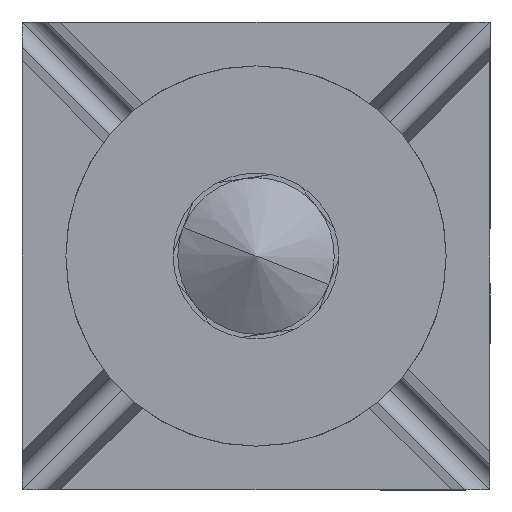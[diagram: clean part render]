
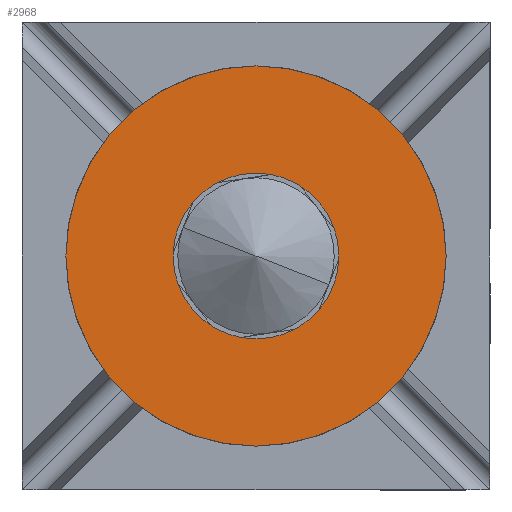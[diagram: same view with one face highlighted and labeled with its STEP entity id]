
A CAD part, left-side view. The second image highlights one B-rep face of the part: STEP entity #2968.
In plain terms, the highlighted planar face has unit normal (-1, 0, 0).
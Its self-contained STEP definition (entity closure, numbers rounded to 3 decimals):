
#28 = CARTESIAN_POINT ( 'NONE',  ( -25.771, 4.478, 0. ) ) ;
#29 = DIRECTION ( 'NONE',  ( -1., 0., 0. ) ) ;
#30 = DIRECTION ( 'NONE',  ( 0., -1., 0. ) ) ;
#167 = CARTESIAN_POINT ( 'NONE',  ( -25.771, 14.228, 0. ) ) ;
#168 = CARTESIAN_POINT ( 'NONE',  ( -25.771, -5.272, 0. ) ) ;
#172 = CARTESIAN_POINT ( 'NONE',  ( -25.771, 8.728, 0. ) ) ;
#173 = CARTESIAN_POINT ( 'NONE',  ( -25.771, 0.228, 0. ) ) ;
#215 = CIRCLE ( 'NONE', #2513, 4.25 ) ;
#353 = ORIENTED_EDGE ( 'NONE', *, *, #1732, .T. ) ;
#354 = ORIENTED_EDGE ( 'NONE', *, *, #1923, .T. ) ;
#355 = ORIENTED_EDGE ( 'NONE', *, *, #1647, .F. ) ;
#356 = ORIENTED_EDGE ( 'NONE', *, *, #1754, .F. ) ;
#569 = DIRECTION ( 'NONE',  ( -1., 0., 0. ) ) ;
#570 = DIRECTION ( 'NONE',  ( 0., -1., 0. ) ) ;
#687 = VERTEX_POINT ( 'NONE', #167 ) ;
#688 = VERTEX_POINT ( 'NONE', #168 ) ;
#692 = VERTEX_POINT ( 'NONE', #172 ) ;
#693 = VERTEX_POINT ( 'NONE', #173 ) ;
#1112 = EDGE_LOOP ( 'NONE', ( #355, #356 ) ) ;
#1147 = EDGE_LOOP ( 'NONE', ( #353, #354 ) ) ;
#1229 = CARTESIAN_POINT ( 'NONE',  ( -25.771, 4.478, 0. ) ) ;
#1242 = CIRCLE ( 'NONE', #2485, 4.25 ) ;
#1356 = CIRCLE ( 'NONE', #2508, 9.75 ) ;
#1584 = CARTESIAN_POINT ( 'NONE',  ( -25.771, 4.478, 0. ) ) ;
#1585 = DIRECTION ( 'NONE',  ( -1., 0., 0. ) ) ;
#1586 = DIRECTION ( 'NONE',  ( 0., -1., 0. ) ) ;
#1647 = EDGE_CURVE ( 'NONE', #693, #692, #1242, .T. ) ;
#1732 = EDGE_CURVE ( 'NONE', #688, #687, #1356, .T. ) ;
#1754 = EDGE_CURVE ( 'NONE', #692, #693, #215, .T. ) ;
#1923 = EDGE_CURVE ( 'NONE', #687, #688, #3714, .T. ) ;
#2245 = AXIS2_PLACEMENT_3D ( 'NONE', #3598, #3603, #3604 ) ;
#2485 = AXIS2_PLACEMENT_3D ( 'NONE', #1229, #569, #570 ) ;
#2508 = AXIS2_PLACEMENT_3D ( 'NONE', #1584, #1585, #1586 ) ;
#2513 = AXIS2_PLACEMENT_3D ( 'NONE', #28, #29, #30 ) ;
#2528 = AXIS2_PLACEMENT_3D ( 'NONE', #3902, #3903, #3904 ) ;
#2968 = ADVANCED_FACE ( 'NONE', ( #3380, #3386 ), #3601, .T. ) ;
#3380 = FACE_OUTER_BOUND ( 'NONE', #1147, .T. ) ;
#3386 = FACE_BOUND ( 'NONE', #1112, .T. ) ;
#3598 = CARTESIAN_POINT ( 'NONE',  ( -25.771, 8.728, 0. ) ) ;
#3601 = PLANE ( 'NONE',  #2245 ) ;
#3603 = DIRECTION ( 'NONE',  ( -1., 0., 0. ) ) ;
#3604 = DIRECTION ( 'NONE',  ( 0., -1., 0. ) ) ;
#3714 = CIRCLE ( 'NONE', #2528, 9.75 ) ;
#3902 = CARTESIAN_POINT ( 'NONE',  ( -25.771, 4.478, 0. ) ) ;
#3903 = DIRECTION ( 'NONE',  ( -1., 0., 0. ) ) ;
#3904 = DIRECTION ( 'NONE',  ( 0., -1., 0. ) ) ;
